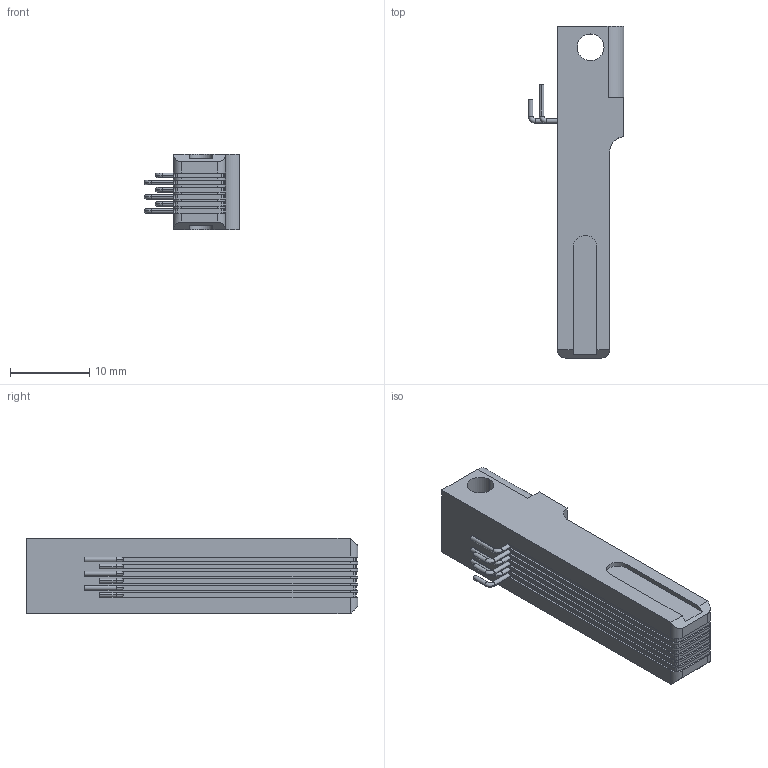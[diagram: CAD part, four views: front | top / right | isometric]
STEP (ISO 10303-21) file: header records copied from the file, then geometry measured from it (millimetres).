
FILE_DESCRIPTION (( 'STEP AP214' ), '1' );
FILE_NAME ('17825~0.STEP', '2018-08-22T11:42:40', ( '' ), ( '' ), 'SwSTEP 2.0', 'SolidWorks 2018', '' );
FILE_SCHEMA (( 'AUTOMOTIVE_DESIGN' ));
Length unit declared in the file: millimetre
Products named in the file (1): 17825~0
Bounding box: 12.1 x 42 x 9.6 mm (x, y, z)
Volume: 2702.1 mm3; surface area: 1873.4 mm2
Topology: 7 solids, 7 shells, 175 faces, 460 edges, 300 vertices
Faces by surface type: plane 98, cylinder 65, torus 12
Entity records: 7069 total; most frequent: DIRECTION 1002, CARTESIAN_POINT 948, ORIENTED_EDGE 920, EDGE_CURVE 460, AXIS2_PLACEMENT_3D 370, VERTEX_POINT 300, VECTOR 262, LINE 262
